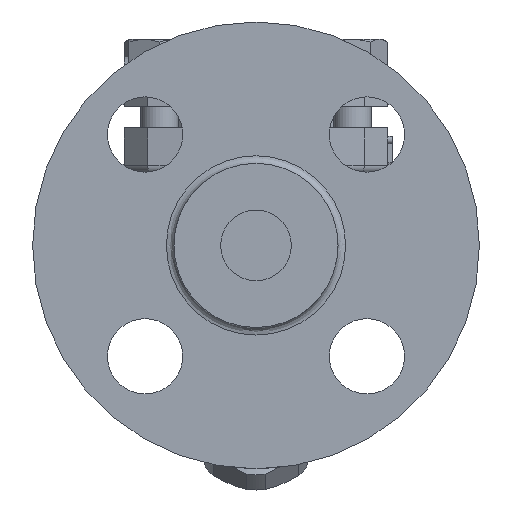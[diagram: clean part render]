
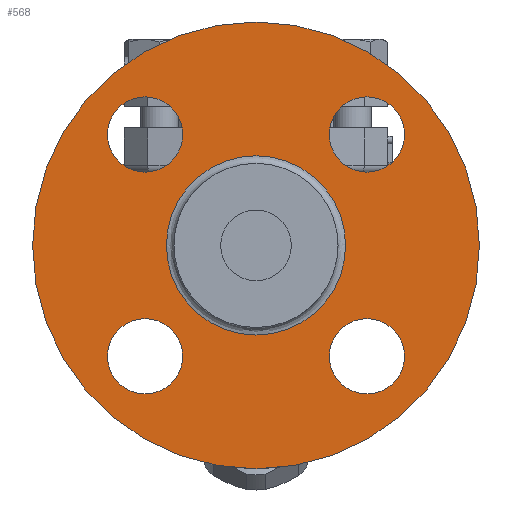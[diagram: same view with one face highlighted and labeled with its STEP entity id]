
A CAD part, left-side view. The second image highlights one B-rep face of the part: STEP entity #568.
In plain terms, the highlighted free-form (B-spline) face has degree [1, 1] with [2, 2] control points.
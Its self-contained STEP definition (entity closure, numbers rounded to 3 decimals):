
#381=CARTESIAN_POINT('',(-63.6,0.0,22.5));
#382=VERTEX_POINT('',#381);
#383=CARTESIAN_POINT('',(-63.6,0.0,-25.));
#384=DIRECTION('',(-1.0,0.0,0.0));
#385=DIRECTION('',(0.0,0.0,1.0));
#386=AXIS2_PLACEMENT_3D('',#383,#384,#385);
#387=CIRCLE('',#386,47.5);
#388=EDGE_CURVE('',#382,#382,#387,.T.);
#449=CARTESIAN_POINT('',(-63.6,0.,-5.95));
#450=VERTEX_POINT('',#449);
#451=CARTESIAN_POINT('',(-63.6,0.0,-25.));
#452=DIRECTION('',(-1.0,0.0,0.0));
#453=DIRECTION('',(0.0,0.0,-1.0));
#454=AXIS2_PLACEMENT_3D('',#451,#452,#453);
#455=CIRCLE('',#454,19.05);
#456=EDGE_CURVE('',#450,#450,#455,.T.);
#513=CARTESIAN_POINT('',(-63.6,47.5,22.5));
#514=CARTESIAN_POINT('',(-63.6,47.5,-72.5));
#515=CARTESIAN_POINT('',(-63.6,-47.5,22.5));
#516=CARTESIAN_POINT('',(-63.6,-47.5,-72.5));
#517=B_SPLINE_SURFACE_WITH_KNOTS('',1,1,((#513,#515),(#514,#516)),.UNSPECIFIED.,.F.,.F.,.U.,(2,2),(2,2),(0.0,95.0),(0.0,95.0),.UNSPECIFIED.);
#518=ORIENTED_EDGE('',*,*,#388,.T.);
#519=EDGE_LOOP('',(#518));
#520=FACE_OUTER_BOUND('',#519,.T.);
#521=CARTESIAN_POINT('',(-63.6,-23.582,-9.418));
#522=VERTEX_POINT('',#521);
#523=CARTESIAN_POINT('',(-63.6,-23.582,-1.418));
#524=DIRECTION('',(1.0,0.0,0.0));
#525=DIRECTION('',(0.0,0.0,-1.0));
#526=AXIS2_PLACEMENT_3D('',#523,#524,#525);
#527=CIRCLE('',#526,8.0);
#528=EDGE_CURVE('',#522,#522,#527,.T.);
#529=ORIENTED_EDGE('',*,*,#528,.T.);
#530=EDGE_LOOP('',(#529));
#531=FACE_BOUND('',#530,.T.);
#532=CARTESIAN_POINT('',(-63.6,15.582,-1.418));
#533=VERTEX_POINT('',#532);
#534=CARTESIAN_POINT('',(-63.6,23.582,-1.418));
#535=DIRECTION('',(1.0,0.0,0.0));
#536=DIRECTION('',(0.0,-1.0,0.0));
#537=AXIS2_PLACEMENT_3D('',#534,#535,#536);
#538=CIRCLE('',#537,8.0);
#539=EDGE_CURVE('',#533,#533,#538,.T.);
#540=ORIENTED_EDGE('',*,*,#539,.T.);
#541=EDGE_LOOP('',(#540));
#542=FACE_BOUND('',#541,.T.);
#543=CARTESIAN_POINT('',(-63.6,23.582,-40.582));
#544=VERTEX_POINT('',#543);
#545=CARTESIAN_POINT('',(-63.6,23.582,-48.582));
#546=DIRECTION('',(1.0,0.0,0.0));
#547=DIRECTION('',(0.0,0.0,1.0));
#548=AXIS2_PLACEMENT_3D('',#545,#546,#547);
#549=CIRCLE('',#548,8.0);
#550=EDGE_CURVE('',#544,#544,#549,.T.);
#551=ORIENTED_EDGE('',*,*,#550,.T.);
#552=EDGE_LOOP('',(#551));
#553=FACE_BOUND('',#552,.T.);
#554=CARTESIAN_POINT('',(-63.6,-15.582,-48.582));
#555=VERTEX_POINT('',#554);
#556=CARTESIAN_POINT('',(-63.6,-23.582,-48.582));
#557=DIRECTION('',(1.0,0.0,0.0));
#558=DIRECTION('',(0.0,1.0,0.0));
#559=AXIS2_PLACEMENT_3D('',#556,#557,#558);
#560=CIRCLE('',#559,8.0);
#561=EDGE_CURVE('',#555,#555,#560,.T.);
#562=ORIENTED_EDGE('',*,*,#561,.T.);
#563=EDGE_LOOP('',(#562));
#564=FACE_BOUND('',#563,.T.);
#565=ORIENTED_EDGE('',*,*,#456,.F.);
#566=EDGE_LOOP('',(#565));
#567=FACE_BOUND('',#566,.T.);
#568=ADVANCED_FACE('',(#520,#531,#542,#553,#564,#567),#517,.T.);
